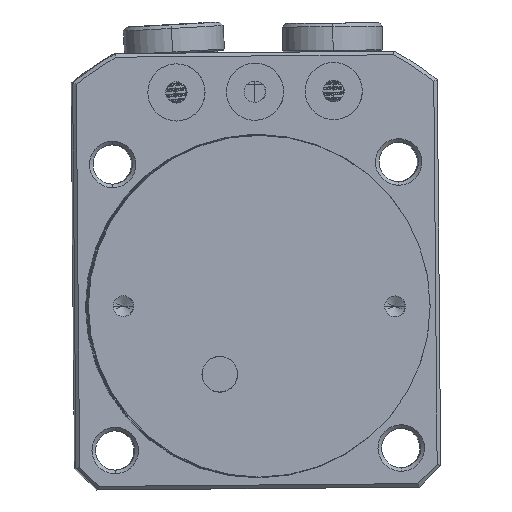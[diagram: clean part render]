
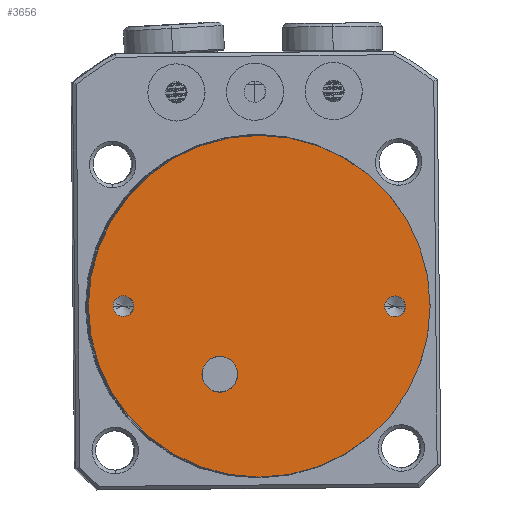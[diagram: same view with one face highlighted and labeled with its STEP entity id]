
A CAD part, front view. The second image highlights one B-rep face of the part: STEP entity #3656.
In plain terms, the highlighted face is planar.
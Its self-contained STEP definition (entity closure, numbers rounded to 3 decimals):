
#25 = FACE_BOUND ( 'NONE', #3122, .T. ) ;
#866 = DIRECTION ( 'NONE',  ( 0., 0., -1. ) ) ;
#925 = AXIS2_PLACEMENT_3D ( 'NONE', #20640, #3173, #23552 ) ;
#1168 = CARTESIAN_POINT ( 'NONE',  ( 0., 0., -19. ) ) ;
#2157 = CARTESIAN_POINT ( 'NONE',  ( 0., 0., 17.55 ) ) ;
#2258 = VERTEX_POINT ( 'NONE', #16886 ) ;
#2728 = CARTESIAN_POINT ( 'NONE',  ( 0., 0., 19. ) ) ;
#2849 = EDGE_CURVE ( 'NONE', #28074, #2258, #5061, .T. ) ;
#3122 = EDGE_LOOP ( 'NONE', ( #22242, #31236 ) ) ;
#3173 = DIRECTION ( 'NONE',  ( 0., -1., 0. ) ) ;
#3656 = ADVANCED_FACE ( 'NONE', ( #25, #30977, #7800, #16468 ), #21293, .F. ) ;
#4115 = DIRECTION ( 'NONE',  ( 0., 0., -1. ) ) ;
#4673 = EDGE_CURVE ( 'NONE', #14017, #28438, #14568, .T. ) ;
#5061 = CIRCLE ( 'NONE', #15658, 23.9 ) ;
#5641 = DIRECTION ( 'NONE',  ( 0., 0., -1. ) ) ;
#5930 = AXIS2_PLACEMENT_3D ( 'NONE', #10829, #31121, #13728 ) ;
#6043 = CARTESIAN_POINT ( 'NONE',  ( 0., 0., -20.45 ) ) ;
#7284 = CIRCLE ( 'NONE', #18228, 1.45 ) ;
#7508 = CARTESIAN_POINT ( 'NONE',  ( -9.526, 0., 8. ) ) ;
#7800 = FACE_BOUND ( 'NONE', #28167, .T. ) ;
#7845 = CIRCLE ( 'NONE', #5930, 23.9 ) ;
#8028 = VERTEX_POINT ( 'NONE', #7508 ) ;
#8789 = DIRECTION ( 'NONE',  ( 0., -1., 0. ) ) ;
#9609 = CARTESIAN_POINT ( 'NONE',  ( -9.526, 0., 5.5 ) ) ;
#9819 = ORIENTED_EDGE ( 'NONE', *, *, #25338, .F. ) ;
#10157 = ORIENTED_EDGE ( 'NONE', *, *, #2849, .F. ) ;
#10710 = ORIENTED_EDGE ( 'NONE', *, *, #22201, .F. ) ;
#10829 = CARTESIAN_POINT ( 'NONE',  ( 0., 0., 0. ) ) ;
#11350 = EDGE_LOOP ( 'NONE', ( #10157, #20803 ) ) ;
#12504 = DIRECTION ( 'NONE',  ( 0., 0., -1. ) ) ;
#12612 = DIRECTION ( 'NONE',  ( 0., 1., 0. ) ) ;
#12664 = CARTESIAN_POINT ( 'NONE',  ( 0., 0., 0. ) ) ;
#13728 = DIRECTION ( 'NONE',  ( 0., 0., 1. ) ) ;
#14017 = VERTEX_POINT ( 'NONE', #6043 ) ;
#14568 = CIRCLE ( 'NONE', #16653, 1.45 ) ;
#15480 = CIRCLE ( 'NONE', #28880, 1.45 ) ;
#15602 = DIRECTION ( 'NONE',  ( 0., 0., 1. ) ) ;
#15658 = AXIS2_PLACEMENT_3D ( 'NONE', #12664, #33001, #15602 ) ;
#15775 = EDGE_CURVE ( 'NONE', #27875, #17739, #7284, .T. ) ;
#15827 = ORIENTED_EDGE ( 'NONE', *, *, #16820, .F. ) ;
#16166 = AXIS2_PLACEMENT_3D ( 'NONE', #35753, #12612, #32954 ) ;
#16468 = FACE_OUTER_BOUND ( 'NONE', #11350, .T. ) ;
#16653 = AXIS2_PLACEMENT_3D ( 'NONE', #1168, #21579, #4115 ) ;
#16820 = EDGE_CURVE ( 'NONE', #8028, #35409, #31313, .T. ) ;
#16886 = CARTESIAN_POINT ( 'NONE',  ( 0., 0., 23.9 ) ) ;
#17431 = CARTESIAN_POINT ( 'NONE',  ( 0., 0., -23.9 ) ) ;
#17649 = CARTESIAN_POINT ( 'NONE',  ( 0., 0., 20.45 ) ) ;
#17739 = VERTEX_POINT ( 'NONE', #17649 ) ;
#18228 = AXIS2_PLACEMENT_3D ( 'NONE', #2728, #23102, #5641 ) ;
#18361 = DIRECTION ( 'NONE',  ( 0., -1., 0. ) ) ;
#19291 = EDGE_CURVE ( 'NONE', #2258, #28074, #7845, .T. ) ;
#20640 = CARTESIAN_POINT ( 'NONE',  ( 0., 0., 19. ) ) ;
#20803 = ORIENTED_EDGE ( 'NONE', *, *, #19291, .F. ) ;
#21293 = PLANE ( 'NONE',  #16166 ) ;
#21579 = DIRECTION ( 'NONE',  ( 0., -1., 0. ) ) ;
#22201 = EDGE_CURVE ( 'NONE', #28438, #14017, #15480, .T. ) ;
#22242 = ORIENTED_EDGE ( 'NONE', *, *, #15775, .F. ) ;
#23102 = DIRECTION ( 'NONE',  ( 0., -1., 0. ) ) ;
#23552 = DIRECTION ( 'NONE',  ( 0., 0., -1. ) ) ;
#24528 = AXIS2_PLACEMENT_3D ( 'NONE', #9609, #29919, #12504 ) ;
#24537 = EDGE_LOOP ( 'NONE', ( #26195, #10710 ) ) ;
#25338 = EDGE_CURVE ( 'NONE', #35409, #8028, #34921, .T. ) ;
#25756 = AXIS2_PLACEMENT_3D ( 'NONE', #26182, #8789, #29102 ) ;
#25985 = EDGE_CURVE ( 'NONE', #17739, #27875, #36291, .T. ) ;
#26182 = CARTESIAN_POINT ( 'NONE',  ( -9.526, 0., 5.5 ) ) ;
#26195 = ORIENTED_EDGE ( 'NONE', *, *, #4673, .F. ) ;
#27875 = VERTEX_POINT ( 'NONE', #2157 ) ;
#28074 = VERTEX_POINT ( 'NONE', #17431 ) ;
#28167 = EDGE_LOOP ( 'NONE', ( #9819, #15827 ) ) ;
#28438 = VERTEX_POINT ( 'NONE', #32266 ) ;
#28880 = AXIS2_PLACEMENT_3D ( 'NONE', #35732, #18361, #866 ) ;
#29102 = DIRECTION ( 'NONE',  ( 0., 0., -1. ) ) ;
#29919 = DIRECTION ( 'NONE',  ( 0., -1., 0. ) ) ;
#30977 = FACE_BOUND ( 'NONE', #24537, .T. ) ;
#31121 = DIRECTION ( 'NONE',  ( 0., 1., 0. ) ) ;
#31236 = ORIENTED_EDGE ( 'NONE', *, *, #25985, .F. ) ;
#31313 = CIRCLE ( 'NONE', #24528, 2.5 ) ;
#32266 = CARTESIAN_POINT ( 'NONE',  ( 0., 0., -17.55 ) ) ;
#32954 = DIRECTION ( 'NONE',  ( 0., 0., 1. ) ) ;
#33001 = DIRECTION ( 'NONE',  ( 0., 1., 0. ) ) ;
#34900 = CARTESIAN_POINT ( 'NONE',  ( -9.526, 0., 3. ) ) ;
#34921 = CIRCLE ( 'NONE', #25756, 2.5 ) ;
#35409 = VERTEX_POINT ( 'NONE', #34900 ) ;
#35732 = CARTESIAN_POINT ( 'NONE',  ( 0., 0., -19. ) ) ;
#35753 = CARTESIAN_POINT ( 'NONE',  ( 0., 0., 0. ) ) ;
#36291 = CIRCLE ( 'NONE', #925, 1.45 ) ;
